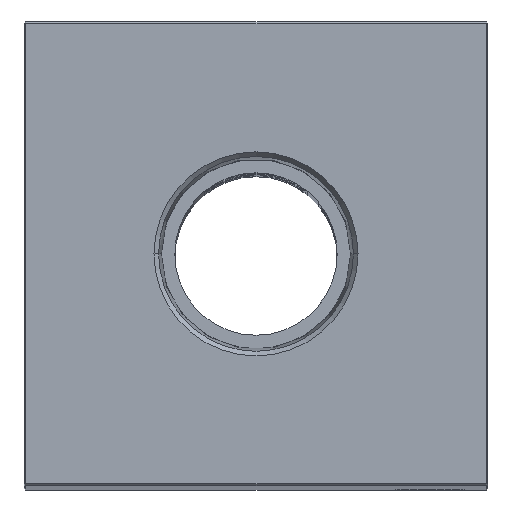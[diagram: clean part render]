
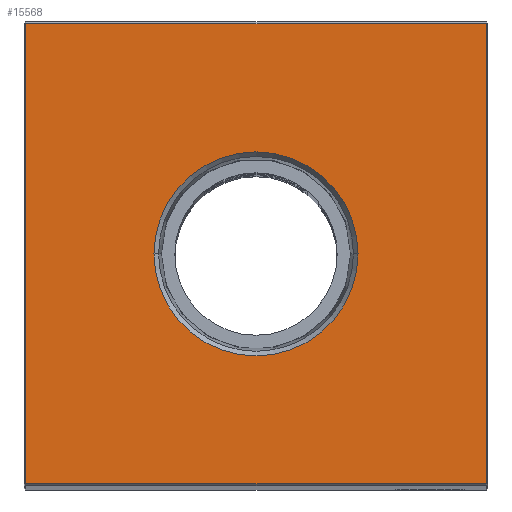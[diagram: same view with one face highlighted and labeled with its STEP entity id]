
A CAD part, top view. The second image highlights one B-rep face of the part: STEP entity #15568.
In plain terms, the highlighted planar face has unit normal (0, 0, 1).
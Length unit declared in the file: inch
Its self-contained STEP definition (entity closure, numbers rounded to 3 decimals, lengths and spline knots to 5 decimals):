
#447 = VECTOR ( 'NONE', #20977, 39.37008 ) ;
#725 = EDGE_CURVE ( 'NONE', #25175, #9312, #24837, .T. ) ;
#1093 = VERTEX_POINT ( 'NONE', #6898 ) ;
#1702 = EDGE_CURVE ( 'NONE', #9312, #25175, #19776, .T. ) ;
#2008 = EDGE_CURVE ( 'NONE', #1093, #12970, #17245, .T. ) ;
#2316 = DIRECTION ( 'NONE',  ( -1., 0., 0. ) ) ;
#2667 = DIRECTION ( 'NONE',  ( 0., 0., 1. ) ) ;
#2951 = DIRECTION ( 'NONE',  ( 0., 0., 1. ) ) ;
#3041 = VECTOR ( 'NONE', #11168, 39.37008 ) ;
#3139 = ORIENTED_EDGE ( 'NONE', *, *, #725, .F. ) ;
#3548 = LINE ( 'NONE', #11648, #447 ) ;
#4319 = PLANE ( 'NONE',  #12413 ) ;
#5205 = VERTEX_POINT ( 'NONE', #22624 ) ;
#5230 = DIRECTION ( 'NONE',  ( 1., 0., 0. ) ) ;
#6170 = ORIENTED_EDGE ( 'NONE', *, *, #2008, .T. ) ;
#6307 = FACE_OUTER_BOUND ( 'NONE', #13901, .T. ) ;
#6452 = EDGE_LOOP ( 'NONE', ( #25652, #3139 ) ) ;
#6898 = CARTESIAN_POINT ( 'NONE',  ( 1.24, -1.24, 13. ) ) ;
#7539 = CARTESIAN_POINT ( 'NONE',  ( 0.5499, 0., 13. ) ) ;
#8530 = DIRECTION ( 'NONE',  ( 1., 0., 0. ) ) ;
#8762 = AXIS2_PLACEMENT_3D ( 'NONE', #17302, #2951, #5230 ) ;
#9312 = VERTEX_POINT ( 'NONE', #7539 ) ;
#9410 = CARTESIAN_POINT ( 'NONE',  ( 1.24, 0., 13. ) ) ;
#10266 = EDGE_CURVE ( 'NONE', #5205, #1093, #25687, .T. ) ;
#10409 = CARTESIAN_POINT ( 'NONE',  ( 1.24, 1.24, 13. ) ) ;
#10514 = CARTESIAN_POINT ( 'NONE',  ( 0., 0., 13. ) ) ;
#11168 = DIRECTION ( 'NONE',  ( 0., -1., 0. ) ) ;
#11648 = CARTESIAN_POINT ( 'NONE',  ( 0., 1.24, 13. ) ) ;
#12413 = AXIS2_PLACEMENT_3D ( 'NONE', #18247, #12420, #2316 ) ;
#12420 = DIRECTION ( 'NONE',  ( 0., 0., -1. ) ) ;
#12734 = VECTOR ( 'NONE', #15604, 39.37008 ) ;
#12970 = VERTEX_POINT ( 'NONE', #10409 ) ;
#13395 = EDGE_CURVE ( 'NONE', #20672, #5205, #23232, .T. ) ;
#13901 = EDGE_LOOP ( 'NONE', ( #23729, #19331, #6170, #25653 ) ) ;
#15512 = DIRECTION ( 'NONE',  ( 0., 1., 0. ) ) ;
#15568 = ADVANCED_FACE ( 'NONE', ( #6307, #24621 ), #4319, .F. ) ;
#15604 = DIRECTION ( 'NONE',  ( 1., 0., 0. ) ) ;
#16796 = AXIS2_PLACEMENT_3D ( 'NONE', #10514, #2667, #8530 ) ;
#17245 = LINE ( 'NONE', #9410, #18085 ) ;
#17302 = CARTESIAN_POINT ( 'NONE',  ( 0., 0., 13. ) ) ;
#18085 = VECTOR ( 'NONE', #15512, 39.37008 ) ;
#18166 = EDGE_CURVE ( 'NONE', #12970, #20672, #3548, .T. ) ;
#18247 = CARTESIAN_POINT ( 'NONE',  ( 0., 0., 13. ) ) ;
#19331 = ORIENTED_EDGE ( 'NONE', *, *, #10266, .T. ) ;
#19776 = CIRCLE ( 'NONE', #8762, 0.5499 ) ;
#20672 = VERTEX_POINT ( 'NONE', #23126 ) ;
#20683 = CARTESIAN_POINT ( 'NONE',  ( -0.5499, 0., 13. ) ) ;
#20977 = DIRECTION ( 'NONE',  ( -1., 0., 0. ) ) ;
#22624 = CARTESIAN_POINT ( 'NONE',  ( -1.24, -1.24, 13. ) ) ;
#23126 = CARTESIAN_POINT ( 'NONE',  ( -1.24, 1.24, 13. ) ) ;
#23232 = LINE ( 'NONE', #24961, #3041 ) ;
#23729 = ORIENTED_EDGE ( 'NONE', *, *, #13395, .T. ) ;
#24621 = FACE_BOUND ( 'NONE', #6452, .T. ) ;
#24837 = CIRCLE ( 'NONE', #16796, 0.5499 ) ;
#24961 = CARTESIAN_POINT ( 'NONE',  ( -1.24, 0., 13. ) ) ;
#25175 = VERTEX_POINT ( 'NONE', #20683 ) ;
#25652 = ORIENTED_EDGE ( 'NONE', *, *, #1702, .F. ) ;
#25653 = ORIENTED_EDGE ( 'NONE', *, *, #18166, .T. ) ;
#25687 = LINE ( 'NONE', #25948, #12734 ) ;
#25948 = CARTESIAN_POINT ( 'NONE',  ( 0., -1.24, 13. ) ) ;
